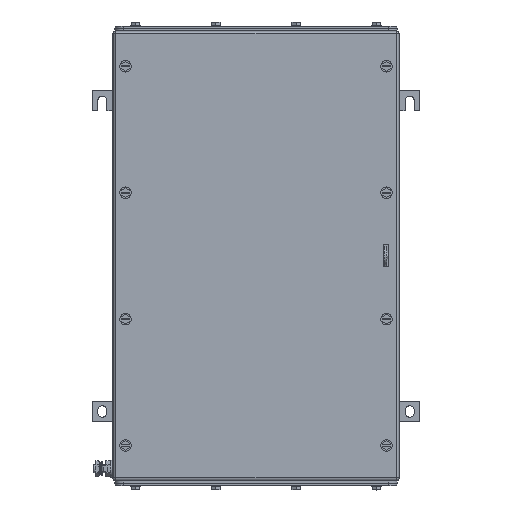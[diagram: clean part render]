
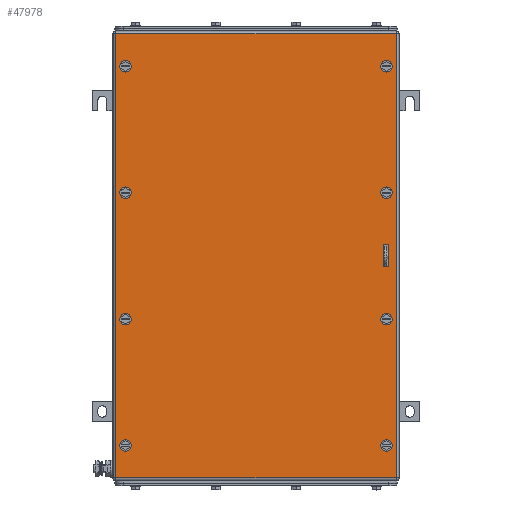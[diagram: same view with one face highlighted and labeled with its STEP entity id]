
A CAD part, top view. The second image highlights one B-rep face of the part: STEP entity #47978.
In plain terms, the highlighted planar face has unit normal (0, 0, 1).
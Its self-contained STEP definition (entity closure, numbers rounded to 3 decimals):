
#47746=AXIS2_PLACEMENT_3D('Circle Axis2P3D',#47744,#47745,$) ;
#47773=AXIS2_PLACEMENT_3D('Plane Axis2P3D',#47770,#47771,#47772) ;
#47811=AXIS2_PLACEMENT_3D('Circle Axis2P3D',#47809,#47810,$) ;
#47820=AXIS2_PLACEMENT_3D('Circle Axis2P3D',#47818,#47819,$) ;
#47829=AXIS2_PLACEMENT_3D('Circle Axis2P3D',#47827,#47828,$) ;
#47838=AXIS2_PLACEMENT_3D('Circle Axis2P3D',#47836,#47837,$) ;
#47847=AXIS2_PLACEMENT_3D('Circle Axis2P3D',#47845,#47846,$) ;
#47856=AXIS2_PLACEMENT_3D('Circle Axis2P3D',#47854,#47855,$) ;
#47865=AXIS2_PLACEMENT_3D('Circle Axis2P3D',#47863,#47864,$) ;
#47874=AXIS2_PLACEMENT_3D('Circle Axis2P3D',#47872,#47873,$) ;
#47883=AXIS2_PLACEMENT_3D('Circle Axis2P3D',#47881,#47882,$) ;
#47892=AXIS2_PLACEMENT_3D('Circle Axis2P3D',#47890,#47891,$) ;
#47901=AXIS2_PLACEMENT_3D('Circle Axis2P3D',#47899,#47900,$) ;
#47910=AXIS2_PLACEMENT_3D('Circle Axis2P3D',#47908,#47909,$) ;
#47919=AXIS2_PLACEMENT_3D('Circle Axis2P3D',#47917,#47918,$) ;
#47928=AXIS2_PLACEMENT_3D('Circle Axis2P3D',#47926,#47927,$) ;
#47937=AXIS2_PLACEMENT_3D('Circle Axis2P3D',#47935,#47936,$) ;
#47741=CARTESIAN_POINT('Vertex',(44.5,208.75,153.5)) ;
#47744=CARTESIAN_POINT('Axis2P3D Location',(41.,208.75,153.5)) ;
#47748=CARTESIAN_POINT('Vertex',(37.5,208.75,153.5)) ;
#47770=CARTESIAN_POINT('Axis2P3D Location',(200.5,286.,153.5)) ;
#47775=CARTESIAN_POINT('Line Origine',(200.5,557.5,153.5)) ;
#47779=CARTESIAN_POINT('Vertex',(372.,557.5,153.5)) ;
#47781=CARTESIAN_POINT('Vertex',(29.,557.5,153.5)) ;
#47784=CARTESIAN_POINT('Line Origine',(29.,286.,153.5)) ;
#47788=CARTESIAN_POINT('Vertex',(29.,14.5,153.5)) ;
#47791=CARTESIAN_POINT('Line Origine',(200.5,14.5,153.5)) ;
#47795=CARTESIAN_POINT('Vertex',(372.,14.5,153.5)) ;
#47798=CARTESIAN_POINT('Line Origine',(372.,286.,153.5)) ;
#47809=CARTESIAN_POINT('Axis2P3D Location',(41.,208.75,153.5)) ;
#47818=CARTESIAN_POINT('Axis2P3D Location',(41.,363.25,153.5)) ;
#47822=CARTESIAN_POINT('Vertex',(37.5,363.25,153.5)) ;
#47824=CARTESIAN_POINT('Vertex',(44.5,363.25,153.5)) ;
#47827=CARTESIAN_POINT('Axis2P3D Location',(41.,363.25,153.5)) ;
#47836=CARTESIAN_POINT('Axis2P3D Location',(360.,208.75,153.5)) ;
#47840=CARTESIAN_POINT('Vertex',(363.5,208.75,153.5)) ;
#47842=CARTESIAN_POINT('Vertex',(356.5,208.75,153.5)) ;
#47845=CARTESIAN_POINT('Axis2P3D Location',(360.,208.75,153.5)) ;
#47854=CARTESIAN_POINT('Axis2P3D Location',(360.,363.25,153.5)) ;
#47858=CARTESIAN_POINT('Vertex',(363.5,363.25,153.5)) ;
#47860=CARTESIAN_POINT('Vertex',(356.5,363.25,153.5)) ;
#47863=CARTESIAN_POINT('Axis2P3D Location',(360.,363.25,153.5)) ;
#47872=CARTESIAN_POINT('Axis2P3D Location',(41.,517.75,153.5)) ;
#47876=CARTESIAN_POINT('Vertex',(37.5,517.75,153.5)) ;
#47878=CARTESIAN_POINT('Vertex',(44.5,517.75,153.5)) ;
#47881=CARTESIAN_POINT('Axis2P3D Location',(41.,517.75,153.5)) ;
#47890=CARTESIAN_POINT('Axis2P3D Location',(41.,54.25,153.5)) ;
#47894=CARTESIAN_POINT('Vertex',(37.5,54.25,153.5)) ;
#47896=CARTESIAN_POINT('Vertex',(44.5,54.25,153.5)) ;
#47899=CARTESIAN_POINT('Axis2P3D Location',(41.,54.25,153.5)) ;
#47908=CARTESIAN_POINT('Axis2P3D Location',(360.,54.25,153.5)) ;
#47912=CARTESIAN_POINT('Vertex',(363.5,54.25,153.5)) ;
#47914=CARTESIAN_POINT('Vertex',(356.5,54.25,153.5)) ;
#47917=CARTESIAN_POINT('Axis2P3D Location',(360.,54.25,153.5)) ;
#47926=CARTESIAN_POINT('Axis2P3D Location',(360.,517.75,153.5)) ;
#47930=CARTESIAN_POINT('Vertex',(363.5,517.75,153.5)) ;
#47932=CARTESIAN_POINT('Vertex',(356.5,517.75,153.5)) ;
#47935=CARTESIAN_POINT('Axis2P3D Location',(360.,517.75,153.5)) ;
#47944=CARTESIAN_POINT('Line Origine',(359.75,272.5,153.5)) ;
#47948=CARTESIAN_POINT('Vertex',(363.,272.5,153.5)) ;
#47950=CARTESIAN_POINT('Vertex',(356.5,272.5,153.5)) ;
#47953=CARTESIAN_POINT('Line Origine',(356.5,286.,153.5)) ;
#47957=CARTESIAN_POINT('Vertex',(356.5,299.5,153.5)) ;
#47960=CARTESIAN_POINT('Line Origine',(359.75,299.5,153.5)) ;
#47964=CARTESIAN_POINT('Vertex',(363.,299.5,153.5)) ;
#47967=CARTESIAN_POINT('Line Origine',(363.,286.,153.5)) ;
#47745=DIRECTION('Axis2P3D Direction',(0.,0.,1.)) ;
#47771=DIRECTION('Axis2P3D Direction',(0.,0.,1.)) ;
#47772=DIRECTION('Axis2P3D XDirection',(1.,0.,0.)) ;
#47776=DIRECTION('Vector Direction',(1.,0.,0.)) ;
#47785=DIRECTION('Vector Direction',(0.,-1.,0.)) ;
#47792=DIRECTION('Vector Direction',(1.,0.,0.)) ;
#47799=DIRECTION('Vector Direction',(0.,1.,0.)) ;
#47810=DIRECTION('Axis2P3D Direction',(0.,0.,1.)) ;
#47819=DIRECTION('Axis2P3D Direction',(0.,0.,1.)) ;
#47828=DIRECTION('Axis2P3D Direction',(0.,0.,1.)) ;
#47837=DIRECTION('Axis2P3D Direction',(0.,0.,1.)) ;
#47846=DIRECTION('Axis2P3D Direction',(0.,0.,1.)) ;
#47855=DIRECTION('Axis2P3D Direction',(0.,0.,1.)) ;
#47864=DIRECTION('Axis2P3D Direction',(0.,0.,1.)) ;
#47873=DIRECTION('Axis2P3D Direction',(0.,0.,1.)) ;
#47882=DIRECTION('Axis2P3D Direction',(0.,0.,1.)) ;
#47891=DIRECTION('Axis2P3D Direction',(0.,0.,1.)) ;
#47900=DIRECTION('Axis2P3D Direction',(0.,0.,1.)) ;
#47909=DIRECTION('Axis2P3D Direction',(0.,0.,1.)) ;
#47918=DIRECTION('Axis2P3D Direction',(0.,0.,1.)) ;
#47927=DIRECTION('Axis2P3D Direction',(0.,0.,1.)) ;
#47936=DIRECTION('Axis2P3D Direction',(0.,0.,1.)) ;
#47945=DIRECTION('Vector Direction',(-1.,0.,0.)) ;
#47954=DIRECTION('Vector Direction',(0.,1.,0.)) ;
#47961=DIRECTION('Vector Direction',(1.,0.,0.)) ;
#47968=DIRECTION('Vector Direction',(0.,-1.,0.)) ;
#47777=VECTOR('Line Direction',#47776,1.) ;
#47786=VECTOR('Line Direction',#47785,1.) ;
#47793=VECTOR('Line Direction',#47792,1.) ;
#47800=VECTOR('Line Direction',#47799,1.) ;
#47946=VECTOR('Line Direction',#47945,1.) ;
#47955=VECTOR('Line Direction',#47954,1.) ;
#47962=VECTOR('Line Direction',#47961,1.) ;
#47969=VECTOR('Line Direction',#47968,1.) ;
#47804=ORIENTED_EDGE('',*,*,#47783,.T.) ;
#47805=ORIENTED_EDGE('',*,*,#47790,.T.) ;
#47806=ORIENTED_EDGE('',*,*,#47797,.T.) ;
#47807=ORIENTED_EDGE('',*,*,#47802,.T.) ;
#47815=ORIENTED_EDGE('',*,*,#47813,.F.) ;
#47816=ORIENTED_EDGE('',*,*,#47750,.F.) ;
#47833=ORIENTED_EDGE('',*,*,#47826,.F.) ;
#47834=ORIENTED_EDGE('',*,*,#47831,.F.) ;
#47851=ORIENTED_EDGE('',*,*,#47844,.F.) ;
#47852=ORIENTED_EDGE('',*,*,#47849,.F.) ;
#47869=ORIENTED_EDGE('',*,*,#47862,.F.) ;
#47870=ORIENTED_EDGE('',*,*,#47867,.F.) ;
#47887=ORIENTED_EDGE('',*,*,#47880,.F.) ;
#47888=ORIENTED_EDGE('',*,*,#47885,.F.) ;
#47905=ORIENTED_EDGE('',*,*,#47898,.F.) ;
#47906=ORIENTED_EDGE('',*,*,#47903,.F.) ;
#47923=ORIENTED_EDGE('',*,*,#47916,.F.) ;
#47924=ORIENTED_EDGE('',*,*,#47921,.F.) ;
#47941=ORIENTED_EDGE('',*,*,#47934,.F.) ;
#47942=ORIENTED_EDGE('',*,*,#47939,.F.) ;
#47973=ORIENTED_EDGE('',*,*,#47952,.T.) ;
#47974=ORIENTED_EDGE('',*,*,#47959,.T.) ;
#47975=ORIENTED_EDGE('',*,*,#47966,.T.) ;
#47976=ORIENTED_EDGE('',*,*,#47971,.T.) ;
#47817=FACE_BOUND('',#47814,.T.) ;
#47835=FACE_BOUND('',#47832,.T.) ;
#47853=FACE_BOUND('',#47850,.T.) ;
#47871=FACE_BOUND('',#47868,.T.) ;
#47889=FACE_BOUND('',#47886,.T.) ;
#47907=FACE_BOUND('',#47904,.T.) ;
#47925=FACE_BOUND('',#47922,.T.) ;
#47943=FACE_BOUND('',#47940,.T.) ;
#47977=FACE_BOUND('',#47972,.T.) ;
#47978=ADVANCED_FACE('ZUB.2\\ZUB_DE_KTB_MH_620x450.1\\DE_KTB_MH_PART_MASTER.1\\Koerper.2',(#47808,#47817,#47835,#47853,#47871,#47889,#47907,#47925,#47943,#47977),#47774,.T.) ;
#47747=CIRCLE('generated circle',#47746,3.5) ;
#47812=CIRCLE('generated circle',#47811,3.5) ;
#47821=CIRCLE('generated circle',#47820,3.5) ;
#47830=CIRCLE('generated circle',#47829,3.5) ;
#47839=CIRCLE('generated circle',#47838,3.5) ;
#47848=CIRCLE('generated circle',#47847,3.5) ;
#47857=CIRCLE('generated circle',#47856,3.5) ;
#47866=CIRCLE('generated circle',#47865,3.5) ;
#47875=CIRCLE('generated circle',#47874,3.5) ;
#47884=CIRCLE('generated circle',#47883,3.5) ;
#47893=CIRCLE('generated circle',#47892,3.5) ;
#47902=CIRCLE('generated circle',#47901,3.5) ;
#47911=CIRCLE('generated circle',#47910,3.5) ;
#47920=CIRCLE('generated circle',#47919,3.5) ;
#47929=CIRCLE('generated circle',#47928,3.5) ;
#47938=CIRCLE('generated circle',#47937,3.5) ;
#47750=EDGE_CURVE('',#47742,#47749,#47747,.T.) ;
#47783=EDGE_CURVE('',#47780,#47782,#47778,.F.) ;
#47790=EDGE_CURVE('',#47782,#47789,#47787,.T.) ;
#47797=EDGE_CURVE('',#47789,#47796,#47794,.T.) ;
#47802=EDGE_CURVE('',#47796,#47780,#47801,.T.) ;
#47813=EDGE_CURVE('',#47749,#47742,#47812,.T.) ;
#47826=EDGE_CURVE('',#47823,#47825,#47821,.T.) ;
#47831=EDGE_CURVE('',#47825,#47823,#47830,.T.) ;
#47844=EDGE_CURVE('',#47841,#47843,#47839,.T.) ;
#47849=EDGE_CURVE('',#47843,#47841,#47848,.T.) ;
#47862=EDGE_CURVE('',#47859,#47861,#47857,.T.) ;
#47867=EDGE_CURVE('',#47861,#47859,#47866,.T.) ;
#47880=EDGE_CURVE('',#47877,#47879,#47875,.T.) ;
#47885=EDGE_CURVE('',#47879,#47877,#47884,.T.) ;
#47898=EDGE_CURVE('',#47895,#47897,#47893,.T.) ;
#47903=EDGE_CURVE('',#47897,#47895,#47902,.T.) ;
#47916=EDGE_CURVE('',#47913,#47915,#47911,.T.) ;
#47921=EDGE_CURVE('',#47915,#47913,#47920,.T.) ;
#47934=EDGE_CURVE('',#47931,#47933,#47929,.T.) ;
#47939=EDGE_CURVE('',#47933,#47931,#47938,.T.) ;
#47952=EDGE_CURVE('',#47949,#47951,#47947,.T.) ;
#47959=EDGE_CURVE('',#47951,#47958,#47956,.T.) ;
#47966=EDGE_CURVE('',#47958,#47965,#47963,.T.) ;
#47971=EDGE_CURVE('',#47965,#47949,#47970,.T.) ;
#47803=EDGE_LOOP('',(#47804,#47805,#47806,#47807)) ;
#47814=EDGE_LOOP('',(#47815,#47816)) ;
#47832=EDGE_LOOP('',(#47833,#47834)) ;
#47850=EDGE_LOOP('',(#47851,#47852)) ;
#47868=EDGE_LOOP('',(#47869,#47870)) ;
#47886=EDGE_LOOP('',(#47887,#47888)) ;
#47904=EDGE_LOOP('',(#47905,#47906)) ;
#47922=EDGE_LOOP('',(#47923,#47924)) ;
#47940=EDGE_LOOP('',(#47941,#47942)) ;
#47972=EDGE_LOOP('',(#47973,#47974,#47975,#47976)) ;
#47808=FACE_OUTER_BOUND('',#47803,.T.) ;
#47778=LINE('Line',#47775,#47777) ;
#47787=LINE('Line',#47784,#47786) ;
#47794=LINE('Line',#47791,#47793) ;
#47801=LINE('Line',#47798,#47800) ;
#47947=LINE('Line',#47944,#47946) ;
#47956=LINE('Line',#47953,#47955) ;
#47963=LINE('Line',#47960,#47962) ;
#47970=LINE('Line',#47967,#47969) ;
#47774=PLANE('',#47773) ;
#47742=VERTEX_POINT('',#47741) ;
#47749=VERTEX_POINT('',#47748) ;
#47780=VERTEX_POINT('',#47779) ;
#47782=VERTEX_POINT('',#47781) ;
#47789=VERTEX_POINT('',#47788) ;
#47796=VERTEX_POINT('',#47795) ;
#47823=VERTEX_POINT('',#47822) ;
#47825=VERTEX_POINT('',#47824) ;
#47841=VERTEX_POINT('',#47840) ;
#47843=VERTEX_POINT('',#47842) ;
#47859=VERTEX_POINT('',#47858) ;
#47861=VERTEX_POINT('',#47860) ;
#47877=VERTEX_POINT('',#47876) ;
#47879=VERTEX_POINT('',#47878) ;
#47895=VERTEX_POINT('',#47894) ;
#47897=VERTEX_POINT('',#47896) ;
#47913=VERTEX_POINT('',#47912) ;
#47915=VERTEX_POINT('',#47914) ;
#47931=VERTEX_POINT('',#47930) ;
#47933=VERTEX_POINT('',#47932) ;
#47949=VERTEX_POINT('',#47948) ;
#47951=VERTEX_POINT('',#47950) ;
#47958=VERTEX_POINT('',#47957) ;
#47965=VERTEX_POINT('',#47964) ;
